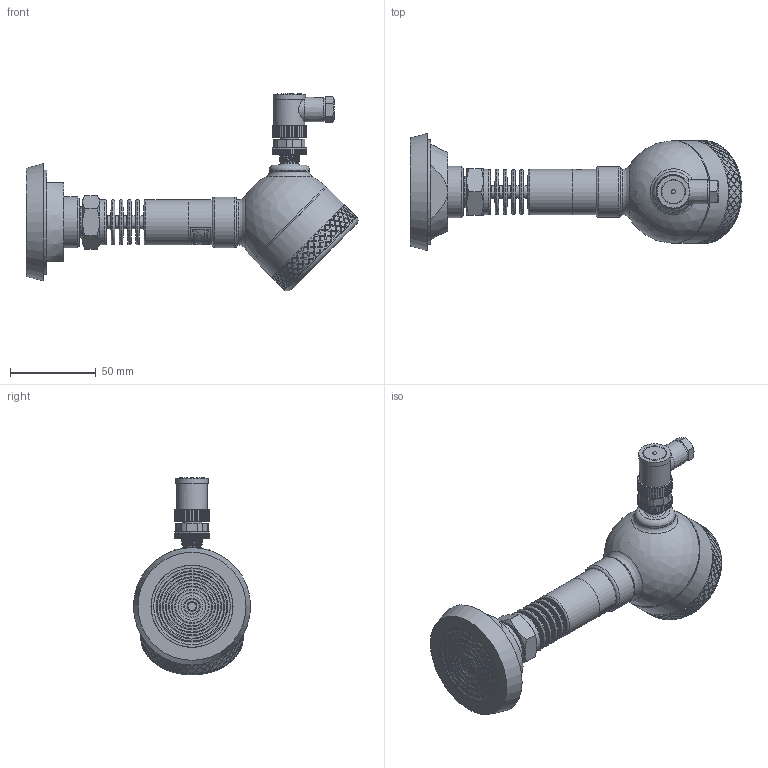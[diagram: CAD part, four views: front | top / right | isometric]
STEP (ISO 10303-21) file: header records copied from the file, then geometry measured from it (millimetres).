
FILE_DESCRIPTION(/* description */ (''),/* implementation_level */ '2;1');
FILE_NAME(/* name */ 'APZ3420sFH_TapperDN50_radiator_2.step',/* time_stamp */ '2021-07-08T16:28:20+03:00',/* author */ (''),/* organization */ (''),/* preprocessor_version */ 'ST-DEVELOPER v18.1',/* originating_system */ 'Autodesk Translation Framework v10.9.0.1377',/* authorisation */ '');
FILE_SCHEMA (('AUTOMOTIVE_DESIGN { 1 0 10303 214 3 1 1 }'));
Products named in the file (8): АПЗ 3420s заполненный 
+ полевой корпус; G1\2EN radiator; Tapper socket DN50 diaphragm 48 v2 (1); Заполненный полевой 
корпус v13; Main body; Cover without display; M12x1 adapter; M12x1 female angular v10
Assembly tree (7 placements, depth 3):
  АПЗ 3420s заполненный 
+ полевой корпус
    G1\2EN radiator
    Tapper socket DN50 diaphragm 48 v2 (1)
    Заполненный полевой 
корпус v13
      Main body
      Cover without display
      M12x1 adapter
      M12x1 female angular v10
Bounding box: 194.02 x 68.5 x 115.69 mm (x, y, z)
Volume: 314636.8 mm3; surface area: 60640.8 mm2
Topology: 8 solids, 8 shells, 1695 faces, 4197 edges, 2785 vertices
Faces by surface type: bspline 912, cylinder 507, plane 198, torus 49, cone 27, sphere 2
Full cylindrical faces by diameter (mm): 1 x4, 2 x1, 3 x1, 3.3 x1, 5 x1, 6 x3, 7 x2, 7.5 x5, 8 x1, 9.3 x1, 9.471 x2, 10.5 x2, 10.741 x7, 11.035 x4, 11.156 x1, 11.884 x6, 12.152 x4, 13 x1, 16.7 x1, 17.5 x1, 18 x2, 18.631 x6, 19 x1, 19.7 x1, 20.955 x7, 21.6 x1, 21.767 x1, 22 x1, 22.4 x1, 22.5 x1
Entity records: 76562 total; most frequent: CARTESIAN_POINT 43100, ORIENTED_EDGE 8392, EDGE_CURVE 4196, DIRECTION 4001, VERTEX_POINT 2785, B_SPLINE_CURVE_WITH_KNOTS 2618, EDGE_LOOP 1969, FACE_OUTER_BOUND 1695
